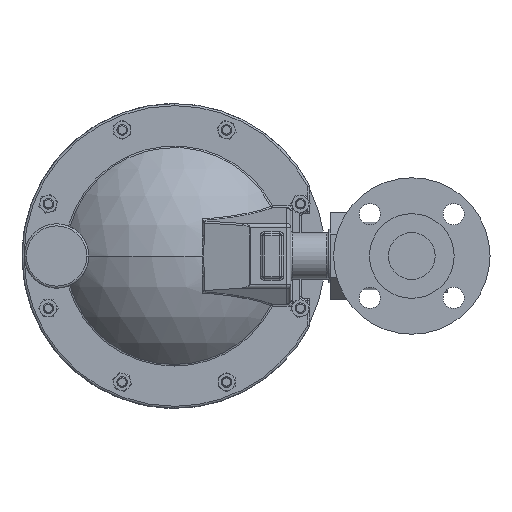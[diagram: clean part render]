
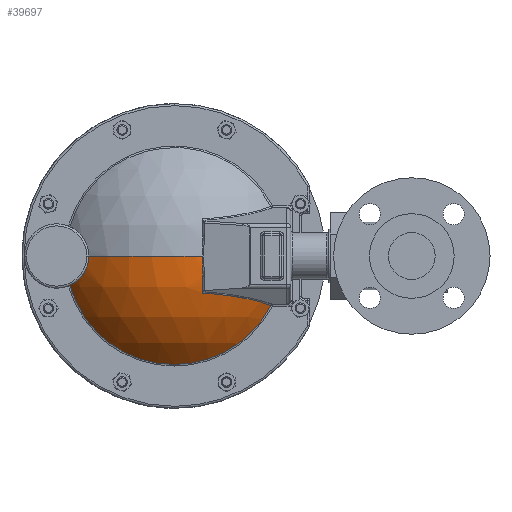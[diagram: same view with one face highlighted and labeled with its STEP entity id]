
A CAD part, left-side view. The second image highlights one B-rep face of the part: STEP entity #39697.
In plain terms, the highlighted spherical face has radius 101.6 mm.
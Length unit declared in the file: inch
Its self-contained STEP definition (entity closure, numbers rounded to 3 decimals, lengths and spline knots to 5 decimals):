
#168 = VERTEX_POINT ( 'NONE', #47324 ) ;
#473 = VERTEX_POINT ( 'NONE', #18457 ) ;
#476 = CARTESIAN_POINT ( 'NONE',  ( 0.55081, 11.44302, 3.17922 ) ) ;
#907 = CARTESIAN_POINT ( 'NONE',  ( 3.6515, 8.07102, 3.17922 ) ) ;
#1963 = CARTESIAN_POINT ( 'NONE',  ( 1.25544, 8.91602, 3.17922 ) ) ;
#2073 = ORIENTED_EDGE ( 'NONE', *, *, #24290, .F. ) ;
#2118 = DIRECTION ( 'NONE',  ( 0., 0., -1. ) ) ;
#2721 = CARTESIAN_POINT ( 'NONE',  ( 1.25544, 11.99999, 2.31434 ) ) ;
#3092 = CARTESIAN_POINT ( 'NONE',  ( -0.21228, 8.07102, 2.58163 ) ) ;
#3501 = EDGE_LOOP ( 'NONE', ( #35710, #41388, #43279, #10045, #19385, #13865, #12953, #2073 ) ) ;
#4596 = AXIS2_PLACEMENT_3D ( 'NONE', #41477, #18019, #45438 ) ;
#4638 = CARTESIAN_POINT ( 'NONE',  ( 0.92074, 11.75343, 2.47556 ) ) ;
#4876 = DIRECTION ( 'NONE',  ( 0., 0., -1. ) ) ;
#5023 = EDGE_CURVE ( 'NONE', #45963, #15529, #40124, .T. ) ;
#5117 = VERTEX_POINT ( 'NONE', #14220 ) ;
#5912 = DIRECTION ( 'NONE',  ( 0., 0., -1. ) ) ;
#6398 = SPHERICAL_SURFACE ( 'NONE', #50624, 4. ) ;
#8617 = AXIS2_PLACEMENT_3D ( 'NONE', #1963, #29336, #5912 ) ;
#10045 = ORIENTED_EDGE ( 'NONE', *, *, #5023, .T. ) ;
#10319 = CARTESIAN_POINT ( 'NONE',  ( 3.6515, 8.91602, 3.17922 ) ) ;
#10411 = EDGE_CURVE ( 'NONE', #28412, #5117, #26673, .T. ) ;
#10735 = AXIS2_PLACEMENT_3D ( 'NONE', #11843, #39207, #15747 ) ;
#11843 = CARTESIAN_POINT ( 'NONE',  ( 3.6515, 8.07102, 3.17922 ) ) ;
#12415 = CARTESIAN_POINT ( 'NONE',  ( 1.03997, 11.84489, 2.40308 ) ) ;
#12520 = CARTESIAN_POINT ( 'NONE',  ( 1.08157, 11.87588, 2.38209 ) ) ;
#12578 = CARTESIAN_POINT ( 'NONE',  ( 1.10274, 11.89147, 2.3722 ) ) ;
#12677 = CARTESIAN_POINT ( 'NONE',  ( 1.21071, 11.96916, 2.32835 ) ) ;
#12744 = CARTESIAN_POINT ( 'NONE',  ( 1.16693, 11.93813, 2.34443 ) ) ;
#12837 = CARTESIAN_POINT ( 'NONE',  ( 1.25544, 11.99999, 2.31434 ) ) ;
#12953 = ORIENTED_EDGE ( 'NONE', *, *, #33120, .T. ) ;
#13865 = ORIENTED_EDGE ( 'NONE', *, *, #28075, .T. ) ;
#14220 = CARTESIAN_POINT ( 'NONE',  ( -0.3485, 8.91602, 3.17922 ) ) ;
#14241 = DIRECTION ( 'NONE',  ( 1., 0., 0. ) ) ;
#15232 = CARTESIAN_POINT ( 'NONE',  ( 0.79463, 11.65193, 2.58441 ) ) ;
#15522 = CARTESIAN_POINT ( 'NONE',  ( 0.67297, 11.54984, 2.7409 ) ) ;
#15529 = VERTEX_POINT ( 'NONE', #2721 ) ;
#15635 = CARTESIAN_POINT ( 'NONE',  ( 0.74472, 11.61069, 2.63838 ) ) ;
#15683 = CARTESIAN_POINT ( 'NONE',  ( 0.71419, 11.58498, 2.6773 ) ) ;
#15739 = CARTESIAN_POINT ( 'NONE',  ( 0.63574, 11.51774, 2.80905 ) ) ;
#15747 = DIRECTION ( 'NONE',  ( 0., 0., -1. ) ) ;
#15838 = CARTESIAN_POINT ( 'NONE',  ( 0.62445, 11.50792, 2.83313 ) ) ;
#16137 = CARTESIAN_POINT ( 'NONE',  ( 0.66, 11.5387, 2.76296 ) ) ;
#16243 = CARTESIAN_POINT ( 'NONE',  ( 0.60419, 11.49022, 2.88233 ) ) ;
#16463 = CARTESIAN_POINT ( 'NONE',  ( 0.57941, 11.46841, 2.95942 ) ) ;
#16631 = CARTESIAN_POINT ( 'NONE',  ( 0.55081, 11.44302, 3.17922 ) ) ;
#16739 = CARTESIAN_POINT ( 'NONE',  ( 0.55081, 11.44302, 3.12325 ) ) ;
#16904 = CARTESIAN_POINT ( 'NONE',  ( 0.59516, 11.48229, 2.90758 ) ) ;
#17133 = CARTESIAN_POINT ( 'NONE',  ( 0.57267, 11.46245, 2.98608 ) ) ;
#18019 = DIRECTION ( 'NONE',  ( -1., 0., 0. ) ) ;
#18457 = CARTESIAN_POINT ( 'NONE',  ( 1.25544, 6.06492, 1.71973 ) ) ;
#18822 = CIRCLE ( 'NONE', #4596, 3.20295 ) ;
#19385 = ORIENTED_EDGE ( 'NONE', *, *, #33807, .T. ) ;
#20133 = CARTESIAN_POINT ( 'NONE',  ( 0.55631, 11.44793, 3.06797 ) ) ;
#21521 = CARTESIAN_POINT ( 'NONE',  ( 3.12612, 8.91602, 1.21848 ) ) ;
#21936 = CIRCLE ( 'NONE', #28929, 3.44666 ) ;
#22130 = CIRCLE ( 'NONE', #36552, 3.90973 ) ;
#22396 = EDGE_CURVE ( 'NONE', #28412, #22838, #22130, .T. ) ;
#22838 = VERTEX_POINT ( 'NONE', #3092 ) ;
#24034 = AXIS2_PLACEMENT_3D ( 'NONE', #10319, #37669, #14241 ) ;
#24290 = EDGE_CURVE ( 'NONE', #22838, #168, #45386, .T. ) ;
#25495 = DIRECTION ( 'NONE',  ( -0.966, 0., 0.259 ) ) ;
#26673 = CIRCLE ( 'NONE', #46409, 4. ) ;
#28075 = EDGE_CURVE ( 'NONE', #35466, #473, #18822, .T. ) ;
#28276 = DIRECTION ( 'NONE',  ( 0., -1., 0. ) ) ;
#28412 = VERTEX_POINT ( 'NONE', #35063 ) ;
#28929 = AXIS2_PLACEMENT_3D ( 'NONE', #21521, #49027, #25495 ) ;
#29336 = DIRECTION ( 'NONE',  ( -1., 0., 0. ) ) ;
#29489 = DIRECTION ( 'NONE',  ( 0., 1., 0. ) ) ;
#33120 = EDGE_CURVE ( 'NONE', #473, #168, #21936, .T. ) ;
#33626 = CARTESIAN_POINT ( 'NONE',  ( 0.81189, 11.66608, 2.56723 ) ) ;
#33807 = EDGE_CURVE ( 'NONE', #15529, #35466, #44001, .T. ) ;
#35063 = CARTESIAN_POINT ( 'NONE',  ( -0.25823, 8.07102, 3.17922 ) ) ;
#35387 = EDGE_CURVE ( 'NONE', #45963, #5117, #47038, .T. ) ;
#35466 = VERTEX_POINT ( 'NONE', #41779 ) ;
#35710 = ORIENTED_EDGE ( 'NONE', *, *, #22396, .F. ) ;
#36063 = CARTESIAN_POINT ( 'NONE',  ( 1.01954, 11.82948, 2.41418 ) ) ;
#36552 = AXIS2_PLACEMENT_3D ( 'NONE', #907, #28276, #4876 ) ;
#36914 = CARTESIAN_POINT ( 'NONE',  ( 0.95937, 11.78358, 2.44945 ) ) ;
#37009 = CARTESIAN_POINT ( 'NONE',  ( 3.6515, 8.91602, 3.17922 ) ) ;
#37253 = CARTESIAN_POINT ( 'NONE',  ( 0.86526, 11.70927, 2.51937 ) ) ;
#37669 = DIRECTION ( 'NONE',  ( 0., 0., 1. ) ) ;
#39207 = DIRECTION ( 'NONE',  ( 0., -1., 0. ) ) ;
#39697 = ADVANCED_FACE ( 'NONE', ( #44357 ), #6398, .T. ) ;
#40124 = B_SPLINE_CURVE_WITH_KNOTS ( 'NONE', 3,
 ( #16631, #16739, #20133, #17133, #16463, #16904, #16243, #15838, #15739, #16137, #15522, #15683, #15635, #15232, #33626, #46526, #37253, #4638, #36914, #36063, #12415, #12520, #12578, #12744, #12677, #12837 ),
 .UNSPECIFIED., .F., .F.,
 ( 4, 2, 2, 2, 2, 2, 2, 2, 2, 2, 2, 2, 4 ),
 ( 0.03388, 0.03811, 0.04023, 0.04235, 0.04447, 0.04658, 0.05082, 0.05293, 0.05505, 0.05929, 0.0614, 0.06352, 0.06775 ),
 .UNSPECIFIED. ) ;
#41388 = ORIENTED_EDGE ( 'NONE', *, *, #10411, .T. ) ;
#41477 = CARTESIAN_POINT ( 'NONE',  ( 1.25544, 8.91602, 3.17922 ) ) ;
#41779 = CARTESIAN_POINT ( 'NONE',  ( 1.25544, 8.91602, -0.02373 ) ) ;
#43279 = ORIENTED_EDGE ( 'NONE', *, *, #35387, .F. ) ;
#44001 = CIRCLE ( 'NONE', #8617, 3.20295 ) ;
#44357 = FACE_OUTER_BOUND ( 'NONE', #3501, .T. ) ;
#44788 = DIRECTION ( 'NONE',  ( 0., 0., -1. ) ) ;
#45145 = CARTESIAN_POINT ( 'NONE',  ( 3.6515, 8.91602, 3.17922 ) ) ;
#45386 = CIRCLE ( 'NONE', #10735, 3.90973 ) ;
#45438 = DIRECTION ( 'NONE',  ( 0., 0., -1. ) ) ;
#45638 = DIRECTION ( 'NONE',  ( 0., 1., 0. ) ) ;
#45963 = VERTEX_POINT ( 'NONE', #476 ) ;
#46409 = AXIS2_PLACEMENT_3D ( 'NONE', #45145, #44788, #45638 ) ;
#46526 = CARTESIAN_POINT ( 'NONE',  ( 0.84718, 11.69472, 2.53474 ) ) ;
#47038 = CIRCLE ( 'NONE', #24034, 4. ) ;
#47324 = CARTESIAN_POINT ( 'NONE',  ( -0.10149, 8.07102, 2.08332 ) ) ;
#49027 = DIRECTION ( 'NONE',  ( -0.259, 0., -0.966 ) ) ;
#50624 = AXIS2_PLACEMENT_3D ( 'NONE', #37009, #2118, #29489 ) ;
